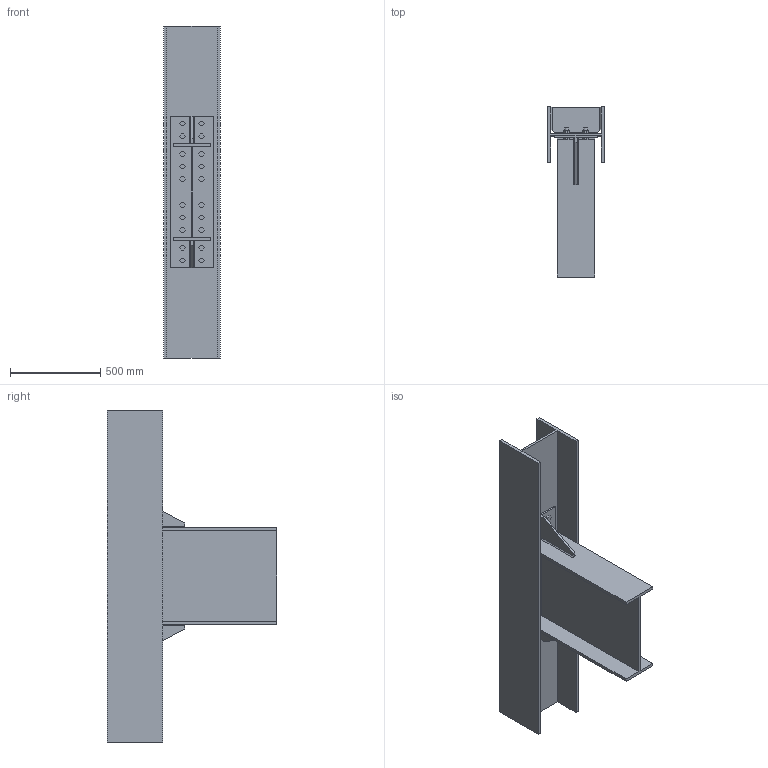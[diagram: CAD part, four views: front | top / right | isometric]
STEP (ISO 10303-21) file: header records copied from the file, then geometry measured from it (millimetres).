
FILE_DESCRIPTION(('Open CASCADE Model'),'2;1');
FILE_NAME('Open CASCADE Shape Model','2023-03-27T15:10:13',('Author'),( 'Open CASCADE'),'Open CASCADE STEP processor 6.9','Open CASCADE 6.9' ,'Unknown');
FILE_SCHEMA(('CONFIG_CONTROL_DESIGN'));
Length unit declared in the file: millimetre
Products named in the file (1): Open CASCADE STEP translator 6.9 4
Bounding box: 314.5 x 940.5 x 1837 mm (x, y, z)
Volume: 41074111.6 mm3; surface area: 5195655.7 mm2
Topology: 1 solids, 1 shells, 457 faces, 1164 edges, 759 vertices
Faces by surface type: plane 436, cylinder 20, sphere 1
Full cylindrical faces by diameter (mm): 20 x20
Entity records: 28644 total; most frequent: CARTESIAN_POINT 4731, DIRECTION 4448, LINE 3343, VECTOR 3343, ORIENTED_EDGE 2324, PCURVE 2324, DEFINITIONAL_REPRESENTATION 2324, EDGE_CURVE 1162
